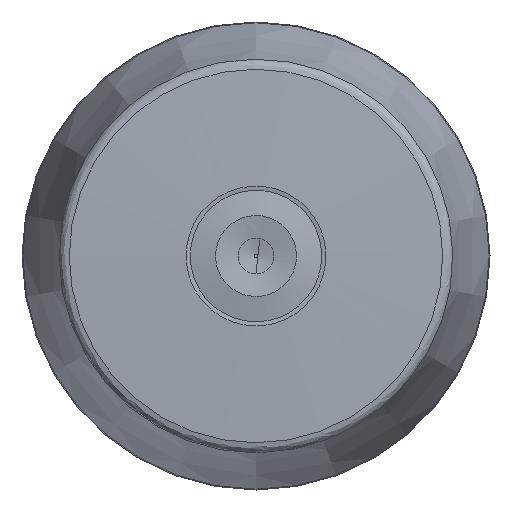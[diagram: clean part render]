
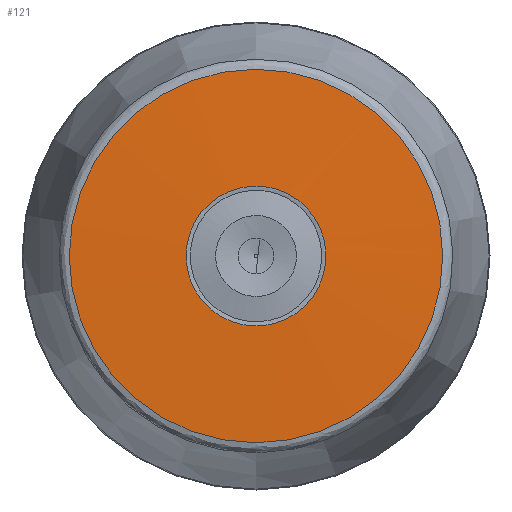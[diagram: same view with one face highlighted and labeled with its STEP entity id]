
A CAD part, left-side view. The second image highlights one B-rep face of the part: STEP entity #121.
In plain terms, the highlighted face is a revolution surface.
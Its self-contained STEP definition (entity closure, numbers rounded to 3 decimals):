
#29=SURFACE_OF_REVOLUTION('',#46,#38);
#38=AXIS1_PLACEMENT('',#668,#562);
#46=LINE('',#667,#52);
#52=VECTOR('',#561,11.037);
#121=ADVANCED_FACE('',(#178,#179),#29,.T.);
#178=FACE_BOUND('',#238,.T.);
#179=FACE_BOUND('',#239,.T.);
#238=EDGE_LOOP('',(#298));
#239=EDGE_LOOP('',(#299));
#298=ORIENTED_EDGE('',*,*,#368,.F.);
#299=ORIENTED_EDGE('',*,*,#366,.T.);
#336=VERTEX_POINT('',#654);
#338=VERTEX_POINT('',#666);
#366=EDGE_CURVE('',#336,#336,#396,.T.);
#368=EDGE_CURVE('',#338,#338,#398,.T.);
#396=CIRCLE('',#450,6.574);
#398=CIRCLE('',#452,17.556);
#450=AXIS2_PLACEMENT_3D('',#653,#554,#555);
#452=AXIS2_PLACEMENT_3D('',#665,#559,#560);
#554=DIRECTION('',(1.,0.,0.));
#555=DIRECTION('',(0.,0.,-1.));
#559=DIRECTION('',(1.,0.,0.));
#560=DIRECTION('',(0.,0.,-1.));
#561=DIRECTION('',(0.035,-0.999,-0.001));
#562=DIRECTION('',(1.,0.,0.));
#653=CARTESIAN_POINT('',(0.354,0.,0.));
#654=CARTESIAN_POINT('',(0.354,0.,-6.574));
#665=CARTESIAN_POINT('',(0.739,0.,0.));
#666=CARTESIAN_POINT('',(0.739,0.,-17.556));
#667=CARTESIAN_POINT('',(0.354,-6.499,0.988));
#668=CARTESIAN_POINT('',(8.,0.,0.));
